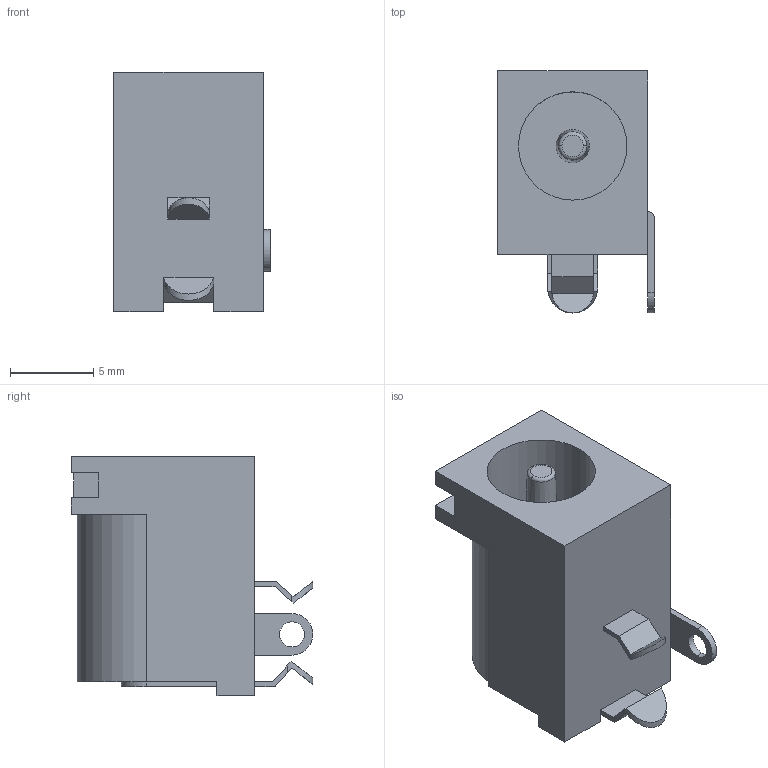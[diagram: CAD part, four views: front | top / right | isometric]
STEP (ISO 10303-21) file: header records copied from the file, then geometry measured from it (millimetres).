
FILE_DESCRIPTION (( 'STEP AP214' ), '1' );
FILE_NAME ('PJ-202A.STEP', '2022-05-16T13:01:30', ( '' ), ( '' ), 'SwSTEP 2.0', 'SolidWorks 2018', '' );
FILE_SCHEMA (( 'AUTOMOTIVE_DESIGN' ));
Length unit declared in the file: millimetre
Products named in the file (1): PJ-202A
Bounding box: 9.4 x 14.5 x 14.4 mm (x, y, z)
Volume: 1044.3 mm3; surface area: 1012.9 mm2
Topology: 3 solids, 3 shells, 64 faces, 160 edges, 106 vertices
Faces by surface type: plane 46, cylinder 14, torus 2, cone 2
Entity records: 2664 total; most frequent: CARTESIAN_POINT 367, ORIENTED_EDGE 320, DIRECTION 310, EDGE_CURVE 160, VECTOR 116, LINE 116, VERTEX_POINT 106, AXIS2_PLACEMENT_3D 97
